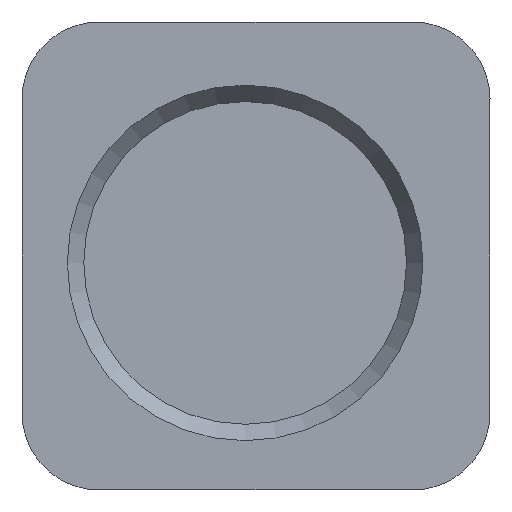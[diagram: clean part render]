
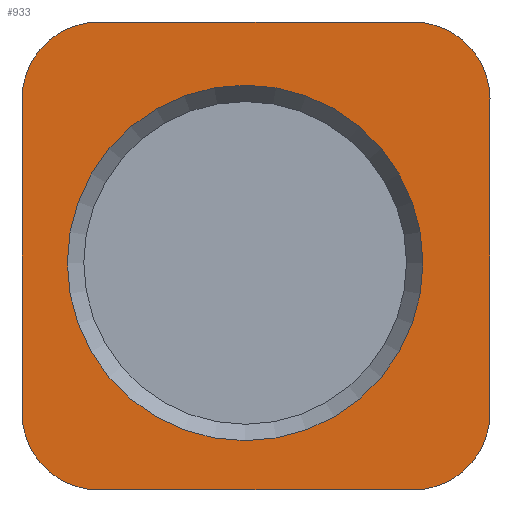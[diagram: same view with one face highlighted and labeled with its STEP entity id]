
A CAD part, front view. The second image highlights one B-rep face of the part: STEP entity #933.
In plain terms, the highlighted planar face has unit normal (0, -1, 0).
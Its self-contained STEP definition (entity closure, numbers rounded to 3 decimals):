
#51=FACE_BOUND('',#153,.T.);
#68=PLANE('',#1029);
#92=FACE_OUTER_BOUND('',#152,.T.);
#152=EDGE_LOOP('',(#745,#746,#747,#748,#749,#750,#751,#752));
#153=EDGE_LOOP('',(#753));
#213=LINE('',#1515,#290);
#225=LINE('',#1540,#302);
#237=LINE('',#1565,#314);
#249=LINE('',#1590,#326);
#290=VECTOR('',#1179,1000.);
#302=VECTOR('',#1201,1000.);
#314=VECTOR('',#1223,1000.);
#326=VECTOR('',#1245,1000.);
#347=CIRCLE('',#988,1.967);
#368=CIRCLE('',#1030,0.85);
#369=CIRCLE('',#1031,0.85);
#370=CIRCLE('',#1032,0.85);
#371=CIRCLE('',#1033,0.85);
#409=VERTEX_POINT('',#1435);
#444=VERTEX_POINT('',#1512);
#445=VERTEX_POINT('',#1514);
#452=VERTEX_POINT('',#1537);
#453=VERTEX_POINT('',#1539);
#460=VERTEX_POINT('',#1562);
#461=VERTEX_POINT('',#1564);
#468=VERTEX_POINT('',#1587);
#469=VERTEX_POINT('',#1589);
#492=EDGE_CURVE('',#409,#409,#347,.T.);
#529=EDGE_CURVE('',#444,#445,#213,.T.);
#542=EDGE_CURVE('',#452,#453,#225,.T.);
#555=EDGE_CURVE('',#460,#461,#237,.T.);
#568=EDGE_CURVE('',#468,#469,#249,.T.);
#577=EDGE_CURVE('',#460,#469,#368,.T.);
#578=EDGE_CURVE('',#468,#445,#369,.T.);
#579=EDGE_CURVE('',#444,#453,#370,.T.);
#580=EDGE_CURVE('',#452,#461,#371,.T.);
#745=ORIENTED_EDGE('',*,*,#555,.F.);
#746=ORIENTED_EDGE('',*,*,#577,.T.);
#747=ORIENTED_EDGE('',*,*,#568,.F.);
#748=ORIENTED_EDGE('',*,*,#578,.T.);
#749=ORIENTED_EDGE('',*,*,#529,.F.);
#750=ORIENTED_EDGE('',*,*,#579,.T.);
#751=ORIENTED_EDGE('',*,*,#542,.F.);
#752=ORIENTED_EDGE('',*,*,#580,.T.);
#753=ORIENTED_EDGE('',*,*,#492,.F.);
#933=ADVANCED_FACE('',(#92,#51),#68,.F.);
#988=AXIS2_PLACEMENT_3D('',#1437,#1115,#1116);
#1029=AXIS2_PLACEMENT_3D('',#1606,#1261,#1262);
#1030=AXIS2_PLACEMENT_3D('',#1607,#1263,#1264);
#1031=AXIS2_PLACEMENT_3D('',#1608,#1265,#1266);
#1032=AXIS2_PLACEMENT_3D('',#1609,#1267,#1268);
#1033=AXIS2_PLACEMENT_3D('',#1610,#1269,#1270);
#1115=DIRECTION('center_axis',(0.,-1.,0.));
#1116=DIRECTION('ref_axis',(0.,0.,1.));
#1179=DIRECTION('',(-1.,0.,0.));
#1201=DIRECTION('',(0.,0.,-1.));
#1223=DIRECTION('',(1.,0.,0.));
#1245=DIRECTION('',(0.,0.,1.));
#1261=DIRECTION('center_axis',(0.,1.,0.));
#1262=DIRECTION('ref_axis',(0.,0.,1.));
#1263=DIRECTION('center_axis',(0.,-1.,0.));
#1264=DIRECTION('ref_axis',(-1.,0.,0.));
#1265=DIRECTION('center_axis',(0.,-1.,0.));
#1266=DIRECTION('ref_axis',(0.,0.,-1.));
#1267=DIRECTION('center_axis',(0.,-1.,0.));
#1268=DIRECTION('ref_axis',(1.,0.,0.));
#1269=DIRECTION('center_axis',(0.,-1.,0.));
#1270=DIRECTION('ref_axis',(0.,0.,
1.));
#1435=CARTESIAN_POINT('',(77.885,-4.,-31.868));
#1437=CARTESIAN_POINT('Origin',(77.885,-4.,-33.835));
#1512=CARTESIAN_POINT('',(79.744,-4.,-36.348));
#1514=CARTESIAN_POINT('',(76.266,-4.,-36.348));
#1515=CARTESIAN_POINT('',(77.38,-4.,-36.348));
#1537=CARTESIAN_POINT('',(80.594,-4.,-32.02));
#1539=CARTESIAN_POINT('',(80.594,-4.,-35.498));
#1540=CARTESIAN_POINT('',(80.594,-4.,-36.259));
#1562=CARTESIAN_POINT('',(76.266,-4.,-31.17));
#1564=CARTESIAN_POINT('',(79.744,-4.,-31.17));
#1565=CARTESIAN_POINT('',(77.38,-4.,-31.17));
#1587=CARTESIAN_POINT('',(75.416,-4.,-35.498));
#1589=CARTESIAN_POINT('',(75.416,-4.,-32.02));
#1590=CARTESIAN_POINT('',(75.416,-4.,-36.259));
#1606=CARTESIAN_POINT('Origin',(77.38,-4.,-36.259));
#1607=CARTESIAN_POINT('Origin',(76.266,-4.,-32.02));
#1608=CARTESIAN_POINT('Origin',(76.266,-4.,-35.498));
#1609=CARTESIAN_POINT('Origin',(79.744,-4.,-35.498));
#1610=CARTESIAN_POINT('Origin',(79.744,-4.,-32.02));
